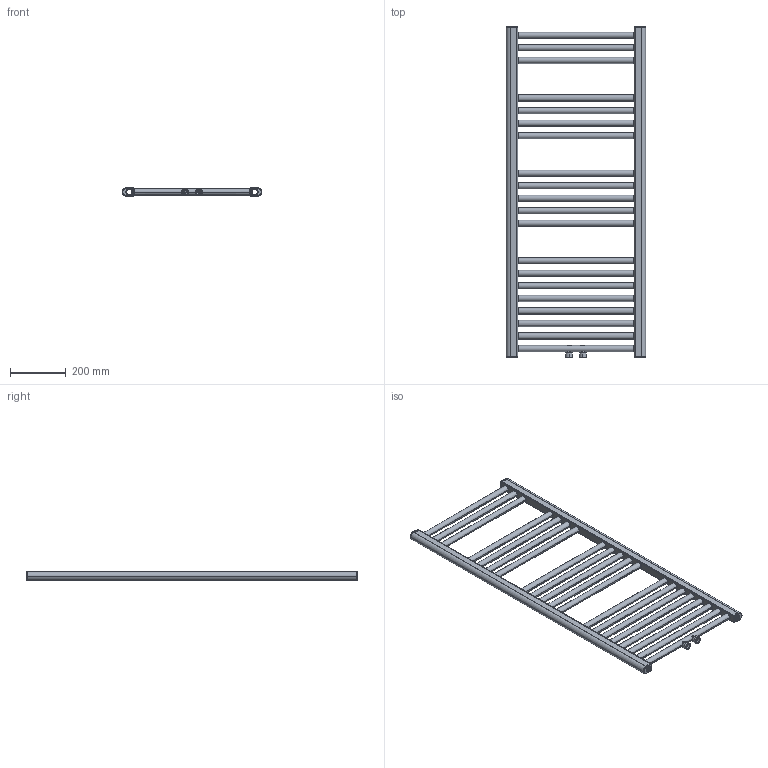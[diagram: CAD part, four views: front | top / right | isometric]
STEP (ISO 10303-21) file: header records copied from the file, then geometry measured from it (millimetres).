
FILE_DESCRIPTION((''),'2;1');
FILE_NAME('U0548871_ASM','2022-02-28T12:17:14',('btas'),(''),'CREO PARAMETRIC BY PTC INC, 2020354','CREO PARAMETRIC BY PTC INC, 2020354','');
FILE_SCHEMA(('AUTOMOTIVE_DESIGN { 1 0 10303 214 1 1 1 1 }'));
Length unit declared in the file: millimetre
Products named in the file (7): U0547378; U0547363; U0547358; U0548199; U0547397; U0548205_ASM; U0548871_ASM
Assembly tree (29 placements, depth 3):
  U0548871_ASM
    U0547378  x2
    U0547363  x19
    U0547358  x4
    U0548205_ASM
      U0548199
      U0547397  x2
Bounding box: 500.25 x 1188.65 x 30.2 mm (x, y, z)
Volume: 864025.8 mm3; surface area: 1703338.3 mm2
Topology: 32 solids, 32 shells, 1792 faces, 4456 edges, 2724 vertices
Faces by surface type: plane 700, cylinder 378, torus 372, cone 334, bspline 8
Entity records: 15298 total; most frequent: CARTESIAN_POINT 2540, DIRECTION 2162, ORIENTED_EDGE 2026, COLOUR_RGB 1376, EDGE_CURVE 1013, AXIS2_PLACEMENT_3D 758, VECTOR 646, LINE 646
